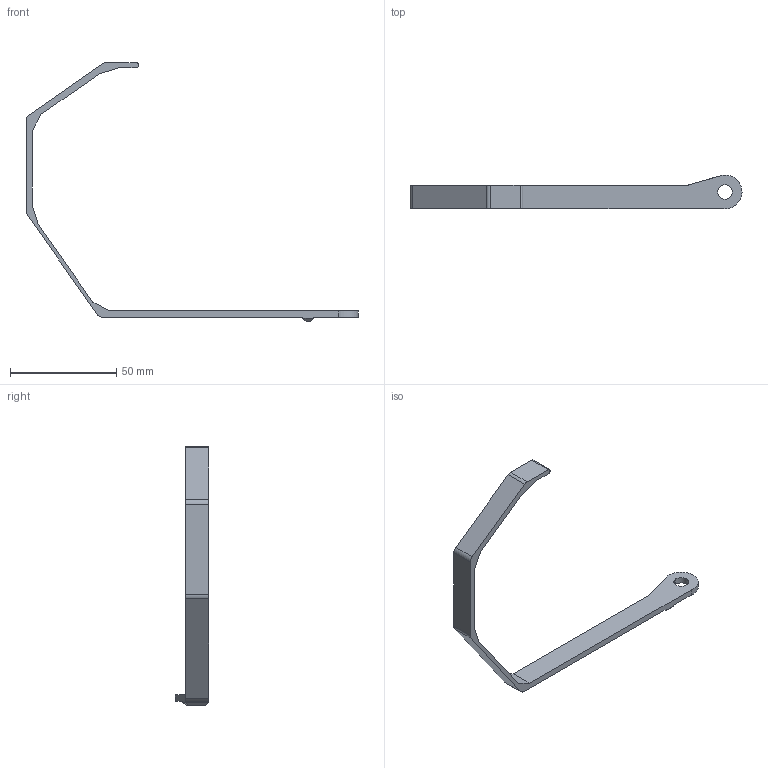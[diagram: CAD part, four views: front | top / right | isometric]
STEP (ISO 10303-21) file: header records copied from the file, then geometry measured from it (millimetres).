
FILE_DESCRIPTION(('FreeCAD Model'),'2;1');
FILE_NAME('Open CASCADE Shape Model','2022-06-12T17:16:20',('Author'),( ''),'Open CASCADE STEP processor 7.4','FreeCAD','Unknown');
FILE_SCHEMA(('AUTOMOTIVE_DESIGN { 1 0 10303 214 1 1 1 1 }'));
Length unit declared in the file: millimetre
Products named in the file (1): Chamfer001
Bounding box: 156.42 x 15.99 x 122.02 mm (x, y, z)
Volume: 8677.4 mm3; surface area: 8014 mm2
Topology: 1 solids, 1 shells, 39 faces, 107 edges, 69 vertices
Faces by surface type: plane 31, cylinder 8
Full cylindrical faces by diameter (mm): 6.9 x1
Entity records: 2661 total; most frequent: CARTESIAN_POINT 481, DIRECTION 408, LINE 282, VECTOR 282, ORIENTED_EDGE 214, PCURVE 214, DEFINITIONAL_REPRESENTATION 214, EDGE_CURVE 107
